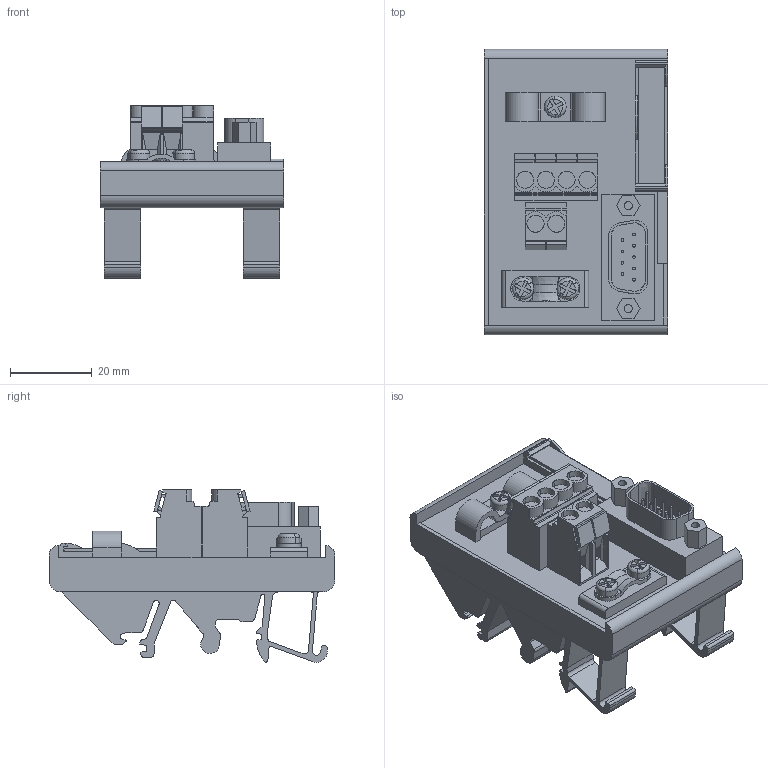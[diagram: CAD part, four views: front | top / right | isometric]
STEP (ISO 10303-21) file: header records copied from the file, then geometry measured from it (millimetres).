
FILE_DESCRIPTION(('CATIA V5 STEP Exchange','CAx-IF Rec.Pracs.--- Model Styling and Organization---1.5--- 2016-08-15','CAx-IF Rec.Pracs.---Supplemental Geometry---1.0---2011-11-01','CAx-IF Rec.Pracs.--- Composite Materials ---1.1---2010-07-15'),'2;1');
FILE_NAME ('032583-2_1', '2025-01-28T05:48:08+00:00', ('none'), ('Weidmueller'), 'CATIA Version 5-6 Release 2022 SP4 HF5', 'CATIA V5 STEP AP214 v3', 'none');
FILE_SCHEMA(('AUTOMOTIVE_DESIGN { 1 0 10303 214 1 1 1 1 }'));
Length unit declared in the file: millimetre
Products named in the file (1): 8788580000
Bounding box: 45 x 70 x 42.21 mm (x, y, z)
Volume: 43753.6 mm3; surface area: 19908 mm2
Topology: 1 solids, 2 shells, 723 faces, 2269 edges, 1584 vertices
Faces by surface type: plane 483, cylinder 192, extrusion 30, cone 12, torus 6
Entity records: 25920 total; most frequent: CARTESIAN_POINT 5612, ORIENTED_EDGE 4538, DIRECTION 3362, EDGE_CURVE 2269, VECTOR 1715, LINE 1685, VERTEX_POINT 1584, AXIS2_PLACEMENT_3D 1049
